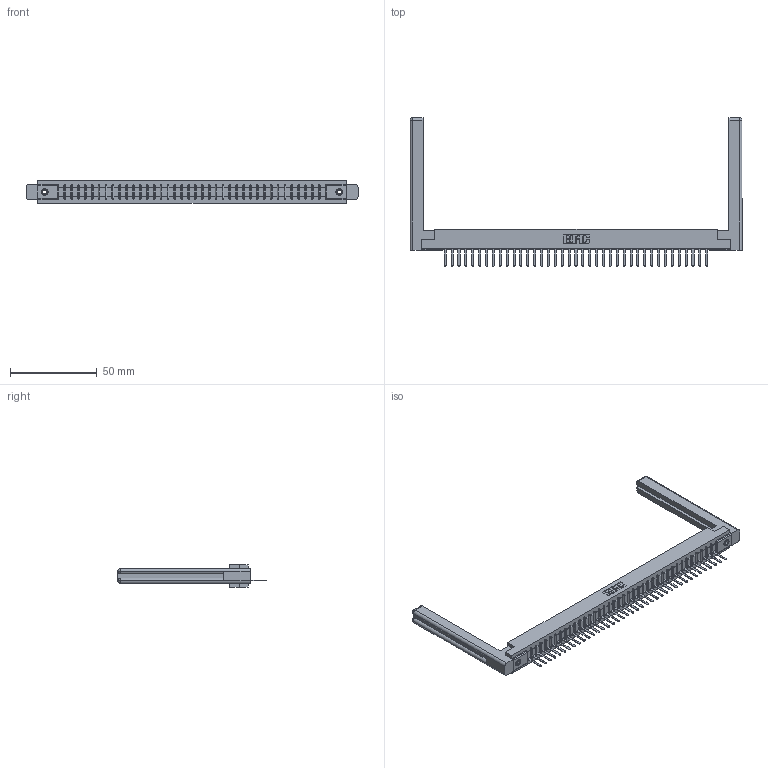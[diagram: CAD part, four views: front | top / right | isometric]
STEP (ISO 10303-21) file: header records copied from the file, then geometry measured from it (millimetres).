
FILE_DESCRIPTION (( 'STEP AP203' ), '1' );
FILE_NAME ('307-039-427-158.STEP', '2020-09-29T07:16:40', ( '' ), ( '' ), 'SwSTEP 2.0', 'SolidWorks 2020', '' );
FILE_SCHEMA (( 'CONFIG_CONTROL_DESIGN' ));
Length unit declared in the file: inch
Products named in the file (5): 345-250-001_345-250-001-102; 307-290-001_527; 307 Part_.156 Dia Mounting Holes; 307-039-427-158; 307-220-058
Assembly tree (44 placements, depth 2):
  307-039-427-158
    307 Part_.156 Dia Mounting Holes
    307-290-001_527  x39
    307-220-058  x2
    345-250-001_345-250-001-102  x2
Bounding box: 191.16 x 85.42 x 12.7 mm (x, y, z)
Volume: 27016.6 mm3; surface area: 26288.2 mm2
Topology: 44 solids, 44 shells, 2484 faces, 6995 edges, 4490 vertices
Faces by surface type: plane 1597, cylinder 783, sphere 80, torus 12, cone 12
Entity records: 36405 total; most frequent: CARTESIAN_POINT 6139, ORIENTED_EDGE 6064, DIRECTION 5932, EDGE_CURVE 3032, LINE 2322, VECTOR 2322, VERTEX_POINT 1958, AXIS2_PLACEMENT_3D 1805
